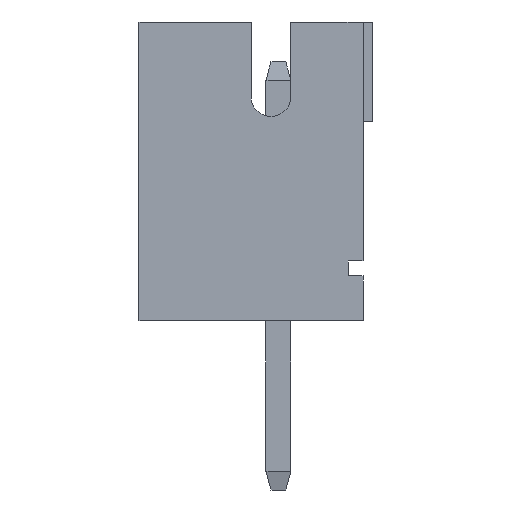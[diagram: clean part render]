
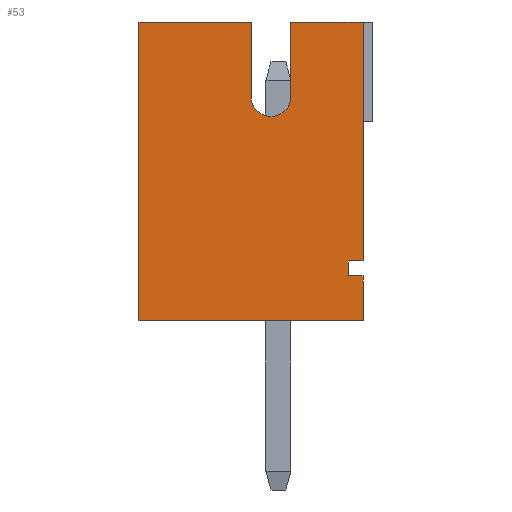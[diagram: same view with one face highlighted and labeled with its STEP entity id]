
A CAD part, left-side view. The second image highlights one B-rep face of the part: STEP entity #53.
In plain terms, the highlighted planar face has unit normal (-1, 0, 0).
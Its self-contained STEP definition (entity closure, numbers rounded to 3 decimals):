
#53=ADVANCED_FACE('',(#3563),#3565,.T.);
#3563=FACE_BOUND('',#3564,.T.);
#3564=EDGE_LOOP('',(#6359,#6360,#6361,#6362,#6363,#6364,#6365,#6366,#6367,#6368,
#6369,#6370));
#3565=PLANE('',#3566);
#3566=AXIS2_PLACEMENT_3D('',#3567,#3568,#3569);
#3567=CARTESIAN_POINT('',(-1.95,0.,0.));
#3568=DIRECTION('',(-1.,0.,0.));
#3569=DIRECTION('',(0.,0.,1.));
#6359=ORIENTED_EDGE('',*,*,#8255,.T.);
#6360=ORIENTED_EDGE('',*,*,#8256,.T.);
#6361=ORIENTED_EDGE('',*,*,#8257,.T.);
#6362=ORIENTED_EDGE('',*,*,#8258,.T.);
#6363=ORIENTED_EDGE('',*,*,#8259,.T.);
#6364=ORIENTED_EDGE('',*,*,#8260,.T.);
#6365=ORIENTED_EDGE('',*,*,#8261,.T.);
#6366=ORIENTED_EDGE('',*,*,#8262,.T.);
#6367=ORIENTED_EDGE('',*,*,#8263,.T.);
#6368=ORIENTED_EDGE('',*,*,#8264,.T.);
#6369=ORIENTED_EDGE('',*,*,#8265,.T.);
#6370=ORIENTED_EDGE('',*,*,#8266,.T.);
#8255=EDGE_CURVE('',#9203,#9204,#9205,.F.);
#8256=EDGE_CURVE('',#9204,#9206,#9207,.T.);
#8257=EDGE_CURVE('',#9206,#9208,#9209,.T.);
#8258=EDGE_CURVE('',#9208,#9210,#9211,.F.);
#8259=EDGE_CURVE('',#9210,#9212,#9213,.F.);
#8260=EDGE_CURVE('',#9212,#9214,#9215,.F.);
#8261=EDGE_CURVE('',#9214,#9216,#9217,.T.);
#8262=EDGE_CURVE('',#9216,#9218,#9219,.T.);
#8263=EDGE_CURVE('',#9218,#9220,#9221,.T.);
#8264=EDGE_CURVE('',#9220,#9222,#9223,.T.);
#8265=EDGE_CURVE('',#9222,#9224,#9225,.F.);
#8266=EDGE_CURVE('',#9224,#9203,#9226,.F.);
#9203=VERTEX_POINT('',#10740);
#9204=VERTEX_POINT('',#10741);
#9205=LINE('',#10742,#10743);
#9206=VERTEX_POINT('',#10745);
#9207=LINE('',#10746,#10747);
#9208=VERTEX_POINT('',#10749);
#9209=LINE('',#10750,#10751);
#9210=VERTEX_POINT('',#10753);
#9211=LINE('',#10754,#10755);
#9212=VERTEX_POINT('',#10757);
#9213=CIRCLE('',#10758,0.4);
#9214=VERTEX_POINT('',#10762);
#9215=LINE('',#10763,#10764);
#9216=VERTEX_POINT('',#10766);
#9217=LINE('',#10767,#10768);
#9218=VERTEX_POINT('',#10770);
#9219=LINE('',#10771,#10772);
#9220=VERTEX_POINT('',#10774);
#9221=LINE('',#10775,#10776);
#9222=VERTEX_POINT('',#10778);
#9223=LINE('',#10779,#10780);
#9224=VERTEX_POINT('',#10782);
#9225=LINE('',#10783,#10784);
#9226=LINE('',#10786,#10787);
#10740=CARTESIAN_POINT('',(-1.95,-1.4,1.2));
#10741=CARTESIAN_POINT('',(-1.95,-1.7,1.2));
#10742=CARTESIAN_POINT('',(-1.95,-1.7,1.2));
#10743=VECTOR('',#10744,1.);
#10744=DIRECTION('',(0.,1.,0.));
#10745=CARTESIAN_POINT('',(-1.95,-1.7,6.));
#10746=CARTESIAN_POINT('',(-1.95,-1.7,1.2));
#10747=VECTOR('',#10748,1.);
#10748=DIRECTION('',(0.,0.,1.));
#10749=CARTESIAN_POINT('',(-1.95,-0.25,6.));
#10750=CARTESIAN_POINT('',(-1.95,-1.7,6.));
#10751=VECTOR('',#10752,1.);
#10752=DIRECTION('',(0.,1.,0.));
#10753=CARTESIAN_POINT('',(-1.95,-0.25,4.5));
#10754=CARTESIAN_POINT('',(-1.95,-0.25,4.5));
#10755=VECTOR('',#10756,1.);
#10756=DIRECTION('',(0.,0.,1.));
#10757=CARTESIAN_POINT('',(-1.95,0.55,4.5));
#10758=AXIS2_PLACEMENT_3D('',#10759,#10760,#10761);
#10759=CARTESIAN_POINT('',(-1.95,0.15,4.5));
#10760=DIRECTION('',(-1.,0.,0.));
#10761=DIRECTION('',(0.,1.,0.));
#10762=CARTESIAN_POINT('',(-1.95,0.55,6.));
#10763=CARTESIAN_POINT('',(-1.95,0.55,6.));
#10764=VECTOR('',#10765,1.);
#10765=DIRECTION('',(0.,0.,-1.));
#10766=CARTESIAN_POINT('',(-1.95,2.8,6.));
#10767=CARTESIAN_POINT('',(-1.95,0.55,6.));
#10768=VECTOR('',#10769,1.);
#10769=DIRECTION('',(0.,1.,0.));
#10770=CARTESIAN_POINT('',(-1.95,2.8,0.));
#10771=CARTESIAN_POINT('',(-1.95,2.8,6.));
#10772=VECTOR('',#10773,1.);
#10773=DIRECTION('',(0.,0.,-1.));
#10774=CARTESIAN_POINT('',(-1.95,-1.7,0.));
#10775=CARTESIAN_POINT('',(-1.95,2.8,0.));
#10776=VECTOR('',#10777,1.);
#10777=DIRECTION('',(0.,-1.,0.));
#10778=CARTESIAN_POINT('',(-1.95,-1.7,0.9));
#10779=CARTESIAN_POINT('',(-1.95,-1.7,0.));
#10780=VECTOR('',#10781,1.);
#10781=DIRECTION('',(0.,0.,1.));
#10782=CARTESIAN_POINT('',(-1.95,-1.4,0.9));
#10783=CARTESIAN_POINT('',(-1.95,-1.4,0.9));
#10784=VECTOR('',#10785,1.);
#10785=DIRECTION('',(0.,-1.,0.));
#10786=CARTESIAN_POINT('',(-1.95,-1.4,1.2));
#10787=VECTOR('',#10788,1.);
#10788=DIRECTION('',(0.,0.,-1.));
